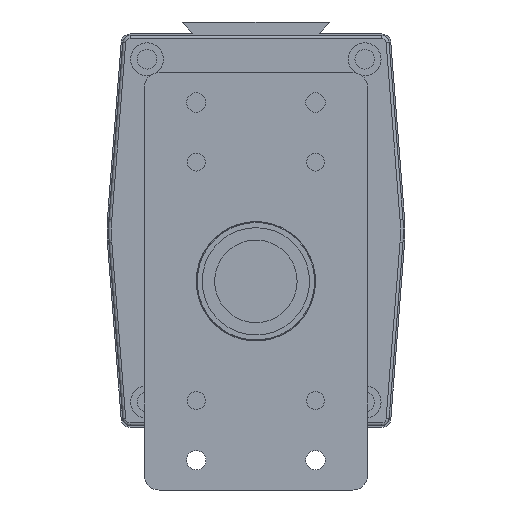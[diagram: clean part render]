
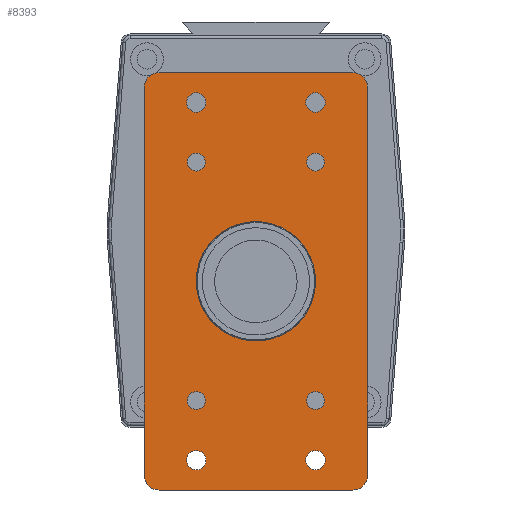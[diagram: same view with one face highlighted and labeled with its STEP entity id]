
A CAD part, front view. The second image highlights one B-rep face of the part: STEP entity #8393.
In plain terms, the highlighted face is planar.
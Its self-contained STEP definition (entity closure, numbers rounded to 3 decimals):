
#8215=CARTESIAN_POINT('',(276.055,751.691,-208.968));
#8216=VERTEX_POINT('',#8215);
#8217=CARTESIAN_POINT('',(276.055,751.691,-228.968));
#8218=DIRECTION('',(0.0,-1.0,0.0));
#8219=DIRECTION('',(0.0,0.0,-1.0));
#8220=AXIS2_PLACEMENT_3D('',#8217,#8218,#8219);
#8221=CIRCLE('',#8220,20.0);
#8222=EDGE_CURVE('',#8216,#8216,#8221,.T.);
#8227=CARTESIAN_POINT('',(238.555,751.691,-158.968));
#8228=DIRECTION('',(0.0,-1.0,0.0));
#8229=DIRECTION('',(0.0,0.0,1.0));
#8230=AXIS2_PLACEMENT_3D('',#8227,#8228,#8229);
#8231=PLANE('',#8230);
#8232=CARTESIAN_POINT('',(238.555,751.691,-163.968));
#8233=VERTEX_POINT('',#8232);
#8234=CARTESIAN_POINT('',(238.555,751.691,-293.968));
#8235=VERTEX_POINT('',#8234);
#8236=CARTESIAN_POINT('',(238.555,751.691,-163.968));
#8237=DIRECTION('',(0.0,0.0,-1.0));
#8238=VECTOR('',#8237,130.0);
#8239=LINE('',#8236,#8238);
#8240=EDGE_CURVE('',#8233,#8235,#8239,.T.);
#8241=ORIENTED_EDGE('',*,*,#8240,.F.);
#8242=CARTESIAN_POINT('',(243.555,751.691,-158.968));
#8243=VERTEX_POINT('',#8242);
#8244=CARTESIAN_POINT('',(243.555,751.691,-163.968));
#8245=DIRECTION('',(0.0,-1.0,0.0));
#8246=DIRECTION('',(0.0,0.0,1.0));
#8247=AXIS2_PLACEMENT_3D('',#8244,#8245,#8246);
#8248=CIRCLE('',#8247,5.0);
#8249=EDGE_CURVE('',#8233,#8243,#8248,.F.);
#8250=ORIENTED_EDGE('',*,*,#8249,.T.);
#8251=CARTESIAN_POINT('',(308.555,751.691,-158.968));
#8252=VERTEX_POINT('',#8251);
#8253=CARTESIAN_POINT('',(308.555,751.691,-158.968));
#8254=DIRECTION('',(-1.0,0.0,0.0));
#8255=VECTOR('',#8254,65.0);
#8256=LINE('',#8253,#8255);
#8257=EDGE_CURVE('',#8252,#8243,#8256,.T.);
#8258=ORIENTED_EDGE('',*,*,#8257,.F.);
#8259=CARTESIAN_POINT('',(313.555,751.691,-163.968));
#8260=VERTEX_POINT('',#8259);
#8261=CARTESIAN_POINT('',(308.555,751.691,-163.968));
#8262=DIRECTION('',(0.0,-1.0,0.0));
#8263=DIRECTION('',(0.0,0.0,1.0));
#8264=AXIS2_PLACEMENT_3D('',#8261,#8262,#8263);
#8265=CIRCLE('',#8264,5.0);
#8266=EDGE_CURVE('',#8252,#8260,#8265,.F.);
#8267=ORIENTED_EDGE('',*,*,#8266,.T.);
#8268=CARTESIAN_POINT('',(313.555,751.691,-293.968));
#8269=VERTEX_POINT('',#8268);
#8270=CARTESIAN_POINT('',(313.555,751.691,-293.968));
#8271=DIRECTION('',(0.0,0.0,1.0));
#8272=VECTOR('',#8271,130.0);
#8273=LINE('',#8270,#8272);
#8274=EDGE_CURVE('',#8269,#8260,#8273,.T.);
#8275=ORIENTED_EDGE('',*,*,#8274,.F.);
#8276=CARTESIAN_POINT('',(308.555,751.691,-298.968));
#8277=VERTEX_POINT('',#8276);
#8278=CARTESIAN_POINT('',(308.555,751.691,-293.968));
#8279=DIRECTION('',(0.0,-1.0,0.0));
#8280=DIRECTION('',(0.0,0.0,1.0));
#8281=AXIS2_PLACEMENT_3D('',#8278,#8279,#8280);
#8282=CIRCLE('',#8281,5.0);
#8283=EDGE_CURVE('',#8269,#8277,#8282,.F.);
#8284=ORIENTED_EDGE('',*,*,#8283,.T.);
#8285=CARTESIAN_POINT('',(243.555,751.691,-298.968));
#8286=VERTEX_POINT('',#8285);
#8287=CARTESIAN_POINT('',(243.555,751.691,-298.968));
#8288=DIRECTION('',(1.0,0.0,0.0));
#8289=VECTOR('',#8288,65.);
#8290=LINE('',#8287,#8289);
#8291=EDGE_CURVE('',#8286,#8277,#8290,.T.);
#8292=ORIENTED_EDGE('',*,*,#8291,.F.);
#8293=CARTESIAN_POINT('',(243.555,751.691,-293.968));
#8294=DIRECTION('',(0.0,-1.0,0.0));
#8295=DIRECTION('',(0.0,0.0,1.0));
#8296=AXIS2_PLACEMENT_3D('',#8293,#8294,#8295);
#8297=CIRCLE('',#8296,5.0);
#8298=EDGE_CURVE('',#8286,#8235,#8297,.F.);
#8299=ORIENTED_EDGE('',*,*,#8298,.T.);
#8300=EDGE_LOOP('',(#8241,#8250,#8258,#8267,#8275,#8284,#8292,#8299));
#8301=FACE_OUTER_BOUND('',#8300,.T.);
#8302=ORIENTED_EDGE('',*,*,#8222,.T.);
#8303=EDGE_LOOP('',(#8302));
#8304=FACE_BOUND('',#8303,.T.);
#8305=CARTESIAN_POINT('',(293.055,751.691,-268.968));
#8306=VERTEX_POINT('',#8305);
#8307=CARTESIAN_POINT('',(296.055,751.691,-268.968));
#8308=DIRECTION('',(0.0,-1.0,0.0));
#8309=DIRECTION('',(-1.0,0.0,0.0));
#8310=AXIS2_PLACEMENT_3D('',#8307,#8308,#8309);
#8311=CIRCLE('',#8310,3.0);
#8312=EDGE_CURVE('',#8306,#8306,#8311,.T.);
#8313=ORIENTED_EDGE('',*,*,#8312,.T.);
#8314=EDGE_LOOP('',(#8313));
#8315=FACE_BOUND('',#8314,.T.);
#8316=CARTESIAN_POINT('',(293.055,751.691,-188.968));
#8317=VERTEX_POINT('',#8316);
#8318=CARTESIAN_POINT('',(296.055,751.691,-188.968));
#8319=DIRECTION('',(0.0,-1.0,0.0));
#8320=DIRECTION('',(-1.0,0.0,0.0));
#8321=AXIS2_PLACEMENT_3D('',#8318,#8319,#8320);
#8322=CIRCLE('',#8321,3.0);
#8323=EDGE_CURVE('',#8317,#8317,#8322,.T.);
#8324=ORIENTED_EDGE('',*,*,#8323,.T.);
#8325=EDGE_LOOP('',(#8324));
#8326=FACE_BOUND('',#8325,.T.);
#8327=CARTESIAN_POINT('',(292.805,751.691,-288.968));
#8328=VERTEX_POINT('',#8327);
#8329=CARTESIAN_POINT('',(296.055,751.691,-288.968));
#8330=DIRECTION('',(0.0,1.0,0.0));
#8331=DIRECTION('',(-1.0,0.0,0.0));
#8332=AXIS2_PLACEMENT_3D('',#8329,#8330,#8331);
#8333=CIRCLE('',#8332,3.25);
#8334=EDGE_CURVE('',#8328,#8328,#8333,.T.);
#8335=ORIENTED_EDGE('',*,*,#8334,.F.);
#8336=EDGE_LOOP('',(#8335));
#8337=FACE_BOUND('',#8336,.T.);
#8338=CARTESIAN_POINT('',(252.805,751.691,-288.968));
#8339=VERTEX_POINT('',#8338);
#8340=CARTESIAN_POINT('',(256.055,751.691,-288.968));
#8341=DIRECTION('',(0.0,1.0,0.0));
#8342=DIRECTION('',(-1.0,0.0,0.0));
#8343=AXIS2_PLACEMENT_3D('',#8340,#8341,#8342);
#8344=CIRCLE('',#8343,3.25);
#8345=EDGE_CURVE('',#8339,#8339,#8344,.T.);
#8346=ORIENTED_EDGE('',*,*,#8345,.F.);
#8347=EDGE_LOOP('',(#8346));
#8348=FACE_BOUND('',#8347,.T.);
#8349=CARTESIAN_POINT('',(252.805,751.691,-168.968));
#8350=VERTEX_POINT('',#8349);
#8351=CARTESIAN_POINT('',(256.055,751.691,-168.968));
#8352=DIRECTION('',(0.0,1.0,0.0));
#8353=DIRECTION('',(-1.0,0.0,0.0));
#8354=AXIS2_PLACEMENT_3D('',#8351,#8352,#8353);
#8355=CIRCLE('',#8354,3.25);
#8356=EDGE_CURVE('',#8350,#8350,#8355,.T.);
#8357=ORIENTED_EDGE('',*,*,#8356,.F.);
#8358=EDGE_LOOP('',(#8357));
#8359=FACE_BOUND('',#8358,.T.);
#8360=CARTESIAN_POINT('',(292.805,751.691,-168.968));
#8361=VERTEX_POINT('',#8360);
#8362=CARTESIAN_POINT('',(296.055,751.691,-168.968));
#8363=DIRECTION('',(0.0,1.0,0.0));
#8364=DIRECTION('',(-1.0,0.0,0.0));
#8365=AXIS2_PLACEMENT_3D('',#8362,#8363,#8364);
#8366=CIRCLE('',#8365,3.25);
#8367=EDGE_CURVE('',#8361,#8361,#8366,.T.);
#8368=ORIENTED_EDGE('',*,*,#8367,.F.);
#8369=EDGE_LOOP('',(#8368));
#8370=FACE_BOUND('',#8369,.T.);
#8371=CARTESIAN_POINT('',(253.055,751.691,-268.968));
#8372=VERTEX_POINT('',#8371);
#8373=CARTESIAN_POINT('',(256.055,751.691,-268.968));
#8374=DIRECTION('',(0.0,-1.0,0.0));
#8375=DIRECTION('',(-1.0,0.0,0.0));
#8376=AXIS2_PLACEMENT_3D('',#8373,#8374,#8375);
#8377=CIRCLE('',#8376,3.0);
#8378=EDGE_CURVE('',#8372,#8372,#8377,.T.);
#8379=ORIENTED_EDGE('',*,*,#8378,.T.);
#8380=EDGE_LOOP('',(#8379));
#8381=FACE_BOUND('',#8380,.T.);
#8382=CARTESIAN_POINT('',(253.055,751.691,-188.968));
#8383=VERTEX_POINT('',#8382);
#8384=CARTESIAN_POINT('',(256.055,751.691,-188.968));
#8385=DIRECTION('',(0.0,-1.0,0.0));
#8386=DIRECTION('',(-1.0,0.0,0.0));
#8387=AXIS2_PLACEMENT_3D('',#8384,#8385,#8386);
#8388=CIRCLE('',#8387,3.0);
#8389=EDGE_CURVE('',#8383,#8383,#8388,.T.);
#8390=ORIENTED_EDGE('',*,*,#8389,.T.);
#8391=EDGE_LOOP('',(#8390));
#8392=FACE_BOUND('',#8391,.T.);
#8393=ADVANCED_FACE('',(#8301,#8304,#8315,#8326,#8337,#8348,#8359,#8370,#8381,#8392),#8231,.F.);
